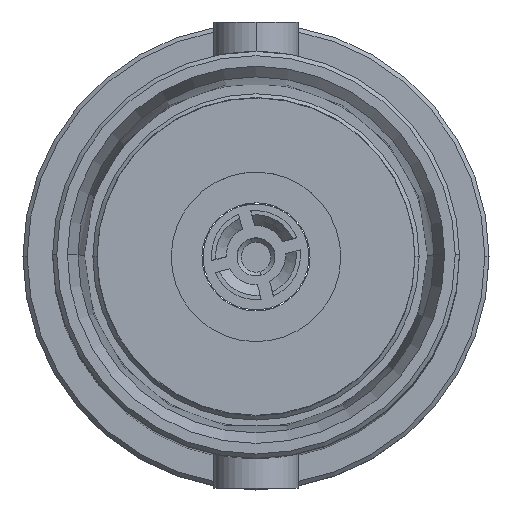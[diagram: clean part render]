
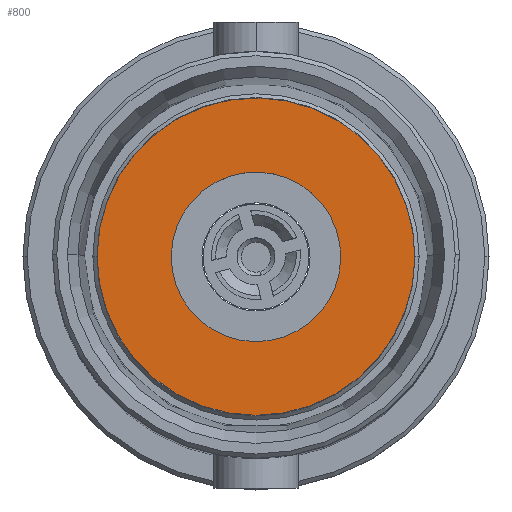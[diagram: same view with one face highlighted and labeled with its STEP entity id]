
A CAD part, top view. The second image highlights one B-rep face of the part: STEP entity #800.
In plain terms, the highlighted planar face has unit normal (0, 0, -1).
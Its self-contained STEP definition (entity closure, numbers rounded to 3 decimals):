
#6 = AXIS2_PLACEMENT_3D ( 'NONE', #1587, #68, #1177 ) ;
#68 = DIRECTION ( 'NONE',  ( 0., 0., -1. ) ) ;
#119 = EDGE_CURVE ( 'NONE', #2121, #1901, #1648, .T. ) ;
#301 = CARTESIAN_POINT ( 'NONE',  ( 1.963, -0.384, 0.7 ) ) ;
#316 = CARTESIAN_POINT ( 'NONE',  ( 3.68, -0.72, 0.7 ) ) ;
#377 = CARTESIAN_POINT ( 'NONE',  ( -3.68, 0.72, 0.7 ) ) ;
#409 = EDGE_CURVE ( 'NONE', #543, #492, #2041, .T. ) ;
#480 = FACE_BOUND ( 'NONE', #1618, .T. ) ;
#491 = DIRECTION ( 'NONE',  ( 0., 0., -1. ) ) ;
#492 = VERTEX_POINT ( 'NONE', #316 ) ;
#543 = VERTEX_POINT ( 'NONE', #377 ) ;
#578 = ORIENTED_EDGE ( 'NONE', *, *, #741, .T. ) ;
#627 = CARTESIAN_POINT ( 'NONE',  ( 0., 0., 0.7 ) ) ;
#709 = CARTESIAN_POINT ( 'NONE',  ( 0.384, 1.963, 0.7 ) ) ;
#741 = EDGE_CURVE ( 'NONE', #492, #543, #925, .T. ) ;
#800 = ADVANCED_FACE ( 'NONE', ( #1334, #480 ), #1990, .T. ) ;
#925 = CIRCLE ( 'NONE', #1558, 3.75 ) ;
#939 = CARTESIAN_POINT ( 'NONE',  ( 0., 0., 0.7 ) ) ;
#973 = CIRCLE ( 'NONE', #2268, 2. ) ;
#1041 = DIRECTION ( 'NONE',  ( 0., 0., -1. ) ) ;
#1078 = CARTESIAN_POINT ( 'NONE',  ( -1.963, 0.384, 0.7 ) ) ;
#1102 = ORIENTED_EDGE ( 'NONE', *, *, #409, .T. ) ;
#1177 = DIRECTION ( 'NONE',  ( -0.981, 0.192, 0. ) ) ;
#1185 = ORIENTED_EDGE ( 'NONE', *, *, #1343, .F. ) ;
#1253 = EDGE_LOOP ( 'NONE', ( #1102, #578 ) ) ;
#1267 = DIRECTION ( 'NONE',  ( -0.981, 0.192, 0. ) ) ;
#1334 = FACE_OUTER_BOUND ( 'NONE', #1253, .T. ) ;
#1343 = EDGE_CURVE ( 'NONE', #1901, #2121, #973, .T. ) ;
#1558 = AXIS2_PLACEMENT_3D ( 'NONE', #939, #1807, #2396 ) ;
#1587 = CARTESIAN_POINT ( 'NONE',  ( 0., 0., 0.7 ) ) ;
#1618 = EDGE_LOOP ( 'NONE', ( #2296, #1185 ) ) ;
#1648 = CIRCLE ( 'NONE', #2135, 2. ) ;
#1684 = DIRECTION ( 'NONE',  ( -0.981, 0.192, 0. ) ) ;
#1807 = DIRECTION ( 'NONE',  ( 0., 0., -1. ) ) ;
#1896 = DIRECTION ( 'NONE',  ( 0., 0., -1. ) ) ;
#1901 = VERTEX_POINT ( 'NONE', #301 ) ;
#1990 = PLANE ( 'NONE',  #2001 ) ;
#2001 = AXIS2_PLACEMENT_3D ( 'NONE', #709, #491, #2209 ) ;
#2041 = CIRCLE ( 'NONE', #6, 3.75 ) ;
#2121 = VERTEX_POINT ( 'NONE', #1078 ) ;
#2135 = AXIS2_PLACEMENT_3D ( 'NONE', #2700, #1896, #1267 ) ;
#2209 = DIRECTION ( 'NONE',  ( -0.981, 0.192, 0. ) ) ;
#2268 = AXIS2_PLACEMENT_3D ( 'NONE', #627, #1041, #1684 ) ;
#2296 = ORIENTED_EDGE ( 'NONE', *, *, #119, .F. ) ;
#2396 = DIRECTION ( 'NONE',  ( -0.981, 0.192, 0. ) ) ;
#2700 = CARTESIAN_POINT ( 'NONE',  ( 0., 0., 0.7 ) ) ;
